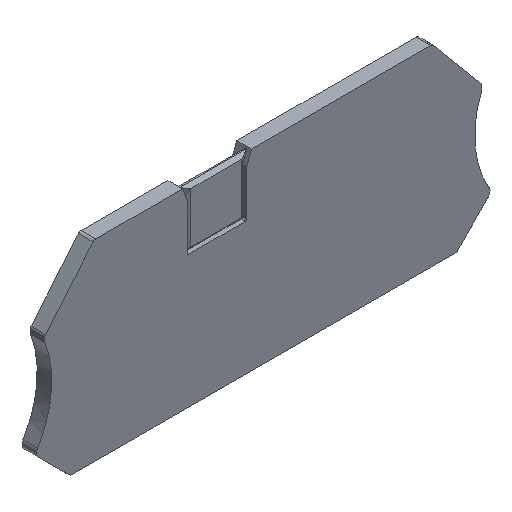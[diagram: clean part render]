
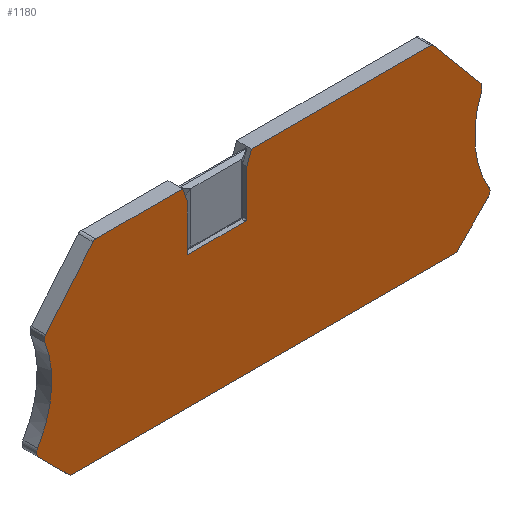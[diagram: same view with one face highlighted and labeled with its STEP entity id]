
A CAD part, isometric view. The second image highlights one B-rep face of the part: STEP entity #1180.
In plain terms, the highlighted planar face has unit normal (0, -1, 0).
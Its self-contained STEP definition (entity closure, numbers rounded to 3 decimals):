
#35=CARTESIAN_POINT('',(-25.318,-2.2,29.5));
#36=VERTEX_POINT('',#35);
#37=CARTESIAN_POINT('',(-12.2,-2.2,29.5));
#38=VERTEX_POINT('',#37);
#39=CARTESIAN_POINT('',(-25.318,-2.2,29.5));
#40=DIRECTION('',(1.,0.,0.));
#41=VECTOR('',#40,13.118);
#42=LINE('',#39,#41);
#43=EDGE_CURVE('',#36,#38,#42,.T.);
#76=CARTESIAN_POINT('',(-34.099,-2.2,6.503));
#77=VERTEX_POINT('',#76);
#95=CARTESIAN_POINT('',(-33.95,-2.2,5.279));
#96=VERTEX_POINT('',#95);
#103=CARTESIAN_POINT('',(-33.243,-2.2,5.986));
#104=DIRECTION('',(-0.707,0.,-0.707));
#105=DIRECTION('',(0.,1.,0.));
#106=AXIS2_PLACEMENT_3D('',#103,#105,#104);
#107=CIRCLE('',#106,1.);
#108=EDGE_CURVE('',#96,#77,#107,.T.);
#120=CARTESIAN_POINT('',(34.099,-2.2,6.503));
#121=VERTEX_POINT('',#120);
#128=CARTESIAN_POINT('',(33.95,-2.2,5.279));
#129=VERTEX_POINT('',#128);
#130=CARTESIAN_POINT('',(33.243,-2.2,5.986));
#131=DIRECTION('',(0.856,0.,0.517));
#132=DIRECTION('',(0.,1.,0.));
#133=AXIS2_PLACEMENT_3D('',#130,#132,#131);
#134=CIRCLE('',#133,1.);
#135=EDGE_CURVE('',#121,#129,#134,.T.);
#162=CARTESIAN_POINT('',(29.172,-2.2,0.5));
#163=VERTEX_POINT('',#162);
#178=CARTESIAN_POINT('',(-29.172,-2.2,0.5));
#179=VERTEX_POINT('',#178);
#186=CARTESIAN_POINT('',(-29.172,-2.2,0.5));
#187=DIRECTION('',(1.,0.,0.));
#188=VECTOR('',#187,58.343);
#189=LINE('',#186,#188);
#190=EDGE_CURVE('',#179,#163,#189,.T.);
#210=CARTESIAN_POINT('',(32.883,-2.2,20.763));
#211=VERTEX_POINT('',#210);
#218=CARTESIAN_POINT('',(33.,-2.2,20.441));
#219=VERTEX_POINT('',#218);
#220=CARTESIAN_POINT('',(32.5,-2.2,20.441));
#221=DIRECTION('',(0.766,0.,0.643));
#222=DIRECTION('',(0.,1.,0.));
#223=AXIS2_PLACEMENT_3D('',#220,#222,#221);
#224=CIRCLE('',#223,0.5);
#225=EDGE_CURVE('',#211,#219,#224,.T.);
#260=CARTESIAN_POINT('',(25.318,-2.2,29.5));
#261=VERTEX_POINT('',#260);
#269=CARTESIAN_POINT('',(25.701,-2.2,29.321));
#270=VERTEX_POINT('',#269);
#271=CARTESIAN_POINT('',(25.318,-2.2,29.));
#272=DIRECTION('',(0.,0.,1.));
#273=DIRECTION('',(0.,1.,0.));
#274=AXIS2_PLACEMENT_3D('',#271,#273,#272);
#275=CIRCLE('',#274,0.5);
#276=EDGE_CURVE('',#261,#270,#275,.T.);
#311=CARTESIAN_POINT('',(-25.701,-2.2,29.321));
#312=VERTEX_POINT('',#311);
#319=CARTESIAN_POINT('',(-25.318,-2.2,29.));
#320=DIRECTION('',(-0.766,0.,0.643));
#321=DIRECTION('',(0.,1.,0.));
#322=AXIS2_PLACEMENT_3D('',#319,#321,#320);
#323=CIRCLE('',#322,0.5);
#324=EDGE_CURVE('',#312,#36,#323,.T.);
#352=CARTESIAN_POINT('',(-33.,-2.2,20.441));
#353=VERTEX_POINT('',#352);
#360=CARTESIAN_POINT('',(-32.883,-2.2,20.763));
#361=VERTEX_POINT('',#360);
#362=CARTESIAN_POINT('',(-32.5,-2.2,20.441));
#363=DIRECTION('',(-1.,0.,0.));
#364=DIRECTION('',(0.,1.,0.));
#365=AXIS2_PLACEMENT_3D('',#362,#364,#363);
#366=CIRCLE('',#365,0.5);
#367=EDGE_CURVE('',#353,#361,#366,.T.);
#400=CARTESIAN_POINT('',(-25.701,-2.2,29.321));
#401=DIRECTION('',(-0.643,0.,-0.766));
#402=VECTOR('',#401,11.173);
#403=LINE('',#400,#402);
#404=EDGE_CURVE('',#312,#361,#403,.T.);
#432=CARTESIAN_POINT('',(-33.,-2.2,19.8));
#433=VERTEX_POINT('',#432);
#434=CARTESIAN_POINT('',(-33.,-2.2,19.8));
#435=CARTESIAN_POINT('',(-31.211,-2.2,15.3));
#436=CARTESIAN_POINT('',(-31.66,-2.2,10.541));
#437=CARTESIAN_POINT('',(-34.099,-2.2,6.503));
#438=(BOUNDED_CURVE()B_SPLINE_CURVE(3,(#434,#435,#436,#437),.UNSPECIFIED.,.F.,.U.)B_SPLINE_CURVE_WITH_KNOTS((4,4),(0.,1.),.UNSPECIFIED.)CURVE()GEOMETRIC_REPRESENTATION_ITEM()RATIONAL_B_SPLINE_CURVE((1.,0.953,0.978,1.076))REPRESENTATION_ITEM(''));
#439=EDGE_CURVE('',#433,#77,#438,.T.);
#463=CARTESIAN_POINT('',(32.883,-2.2,20.763));
#464=DIRECTION('',(-0.643,0.,0.766));
#465=VECTOR('',#464,11.173);
#466=LINE('',#463,#465);
#467=EDGE_CURVE('',#211,#270,#466,.T.);
#478=CARTESIAN_POINT('',(33.,-2.2,19.8));
#479=VERTEX_POINT('',#478);
#480=CARTESIAN_POINT('',(46.939,-2.2,14.258));
#481=DIRECTION('',(-0.856,0.,-0.517));
#482=DIRECTION('',(0.,1.,0.));
#483=AXIS2_PLACEMENT_3D('',#480,#482,#481);
#484=CIRCLE('',#483,15.);
#485=EDGE_CURVE('',#121,#479,#484,.T.);
#518=CARTESIAN_POINT('',(-1.8,-2.2,29.5));
#519=VERTEX_POINT('',#518);
#526=CARTESIAN_POINT('',(-1.8,-2.2,29.5));
#527=DIRECTION('',(1.,0.,0.));
#528=VECTOR('',#527,27.118);
#529=LINE('',#526,#528);
#530=EDGE_CURVE('',#519,#261,#529,.T.);
#548=CARTESIAN_POINT('',(33.,-2.2,20.441));
#549=DIRECTION('',(0.,0.,-1.));
#550=VECTOR('',#549,0.641);
#551=LINE('',#548,#550);
#552=EDGE_CURVE('',#219,#479,#551,.T.);
#563=CARTESIAN_POINT('',(-33.,-2.2,19.8));
#564=DIRECTION('',(0.,0.,1.));
#565=VECTOR('',#564,0.641);
#566=LINE('',#563,#565);
#567=EDGE_CURVE('',#433,#353,#566,.T.);
#586=CARTESIAN_POINT('',(29.172,-2.2,0.5));
#587=DIRECTION('',(0.707,0.,0.707));
#588=VECTOR('',#587,6.758);
#589=LINE('',#586,#588);
#590=EDGE_CURVE('',#163,#129,#589,.T.);
#615=CARTESIAN_POINT('',(-29.172,-2.2,0.5));
#616=DIRECTION('',(-0.707,0.,0.707));
#617=VECTOR('',#616,6.758);
#618=LINE('',#615,#617);
#619=EDGE_CURVE('',#179,#96,#618,.T.);
#1100=CARTESIAN_POINT('',(0.,-2.2,35.004));
#1101=DIRECTION('',(1.,0.,0.));
#1102=DIRECTION('',(0.,-1.,0.));
#1103=AXIS2_PLACEMENT_3D('',#1100,#1102,#1101);
#1104=PLANE('',#1103);
#1105=CARTESIAN_POINT('',(-2.5,-2.2,27.577));
#1106=VERTEX_POINT('',#1105);
#1107=CARTESIAN_POINT('',(-2.5,-2.2,27.577));
#1108=DIRECTION('',(0.342,0.,0.94));
#1109=VECTOR('',#1108,2.047);
#1110=LINE('',#1107,#1109);
#1111=EDGE_CURVE('',#1106,#519,#1110,.T.);
#1112=ORIENTED_EDGE('E84',*,*,#1111,.F.);
#1113=CARTESIAN_POINT('',(-2.5,-2.2,20.7));
#1114=VERTEX_POINT('',#1113);
#1115=CARTESIAN_POINT('',(-2.5,-2.2,27.577));
#1116=DIRECTION('',(0.,0.,-1.));
#1117=VECTOR('',#1116,6.877);
#1118=LINE('',#1115,#1117);
#1119=EDGE_CURVE('',#1106,#1114,#1118,.T.);
#1120=ORIENTED_EDGE('E85',*,*,#1119,.T.);
#1121=CARTESIAN_POINT('',(-2.7,-2.2,20.5));
#1122=VERTEX_POINT('',#1121);
#1123=CARTESIAN_POINT('',(-2.7,-2.2,20.7));
#1124=DIRECTION('',(1.,0.,0.));
#1125=DIRECTION('',(0.,1.,0.));
#1126=AXIS2_PLACEMENT_3D('',#1123,#1125,#1124);
#1127=CIRCLE('',#1126,0.2);
#1128=EDGE_CURVE('',#1114,#1122,#1127,.T.);
#1129=ORIENTED_EDGE('E86',*,*,#1128,.T.);
#1130=CARTESIAN_POINT('',(-11.3,-2.2,20.5));
#1131=VERTEX_POINT('',#1130);
#1132=CARTESIAN_POINT('',(-2.7,-2.2,20.5));
#1133=DIRECTION('',(-1.,0.,0.));
#1134=VECTOR('',#1133,8.6);
#1135=LINE('',#1132,#1134);
#1136=EDGE_CURVE('',#1122,#1131,#1135,.T.);
#1137=ORIENTED_EDGE('E87',*,*,#1136,.T.);
#1138=CARTESIAN_POINT('',(-11.5,-2.2,20.7));
#1139=VERTEX_POINT('',#1138);
#1140=CARTESIAN_POINT('',(-11.3,-2.2,20.7));
#1141=DIRECTION('',(-1.,0.,0.));
#1142=DIRECTION('',(0.,-1.,0.));
#1143=AXIS2_PLACEMENT_3D('',#1140,#1142,#1141);
#1144=CIRCLE('',#1143,0.2);
#1145=EDGE_CURVE('',#1139,#1131,#1144,.T.);
#1146=ORIENTED_EDGE('E88',*,*,#1145,.F.);
#1147=CARTESIAN_POINT('',(-11.5,-2.2,27.577));
#1148=VERTEX_POINT('',#1147);
#1149=CARTESIAN_POINT('',(-11.5,-2.2,27.577));
#1150=DIRECTION('',(0.,0.,-1.));
#1151=VECTOR('',#1150,6.877);
#1152=LINE('',#1149,#1151);
#1153=EDGE_CURVE('',#1148,#1139,#1152,.T.);
#1154=ORIENTED_EDGE('E89',*,*,#1153,.F.);
#1155=CARTESIAN_POINT('',(-11.5,-2.2,27.577));
#1156=DIRECTION('',(-0.342,0.,0.94));
#1157=VECTOR('',#1156,2.047);
#1158=LINE('',#1155,#1157);
#1159=EDGE_CURVE('',#1148,#38,#1158,.T.);
#1160=ORIENTED_EDGE('E90',*,*,#1159,.T.);
#1161=ORIENTED_EDGE('E90',*,*,#43,.F.);
#1162=ORIENTED_EDGE('E90',*,*,#324,.F.);
#1163=ORIENTED_EDGE('E90',*,*,#404,.T.);
#1164=ORIENTED_EDGE('E90',*,*,#367,.F.);
#1165=ORIENTED_EDGE('E90',*,*,#567,.F.);
#1166=ORIENTED_EDGE('E90',*,*,#439,.T.);
#1167=ORIENTED_EDGE('E90',*,*,#108,.F.);
#1168=ORIENTED_EDGE('E90',*,*,#619,.F.);
#1169=ORIENTED_EDGE('E90',*,*,#190,.T.);
#1170=ORIENTED_EDGE('E90',*,*,#590,.T.);
#1171=ORIENTED_EDGE('E90',*,*,#135,.F.);
#1172=ORIENTED_EDGE('E90',*,*,#485,.T.);
#1173=ORIENTED_EDGE('E90',*,*,#552,.F.);
#1174=ORIENTED_EDGE('E90',*,*,#225,.F.);
#1175=ORIENTED_EDGE('E90',*,*,#467,.T.);
#1176=ORIENTED_EDGE('E90',*,*,#276,.F.);
#1177=ORIENTED_EDGE('E90',*,*,#530,.F.);
#1178=EDGE_LOOP('',(#1112,#1120,#1129,#1137,#1146,#1154,#1160,#1161,#1162,#1163,#1164,#1165,#1166,#1167,#1168,#1169,#1170,#1171,#1172,#1173,#1174,#1175,#1176,#1177));
#1179=FACE_OUTER_BOUND('',#1178,.T.);
#1180=ADVANCED_FACE('F163',(#1179),#1104,.T.);
